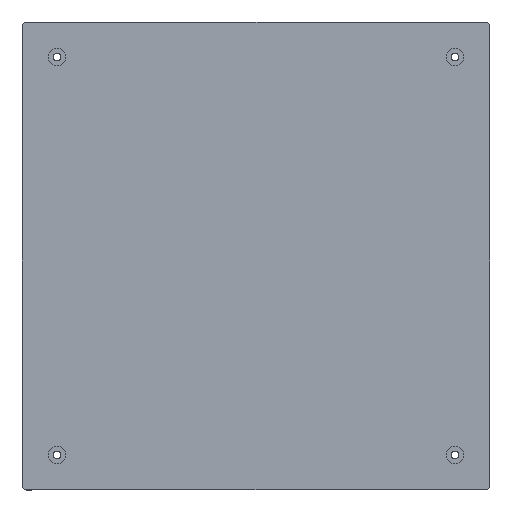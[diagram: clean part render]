
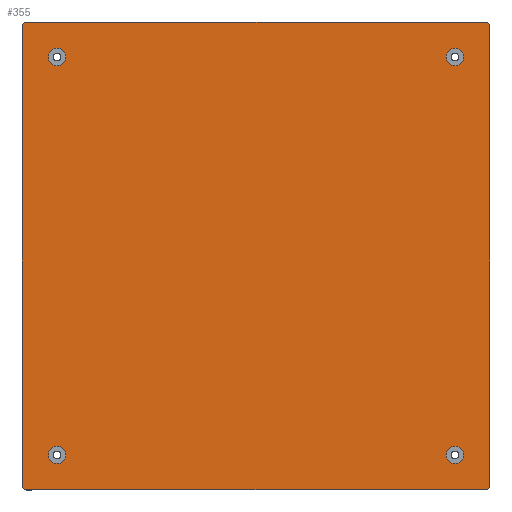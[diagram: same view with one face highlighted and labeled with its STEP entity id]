
A CAD part, top view. The second image highlights one B-rep face of the part: STEP entity #355.
In plain terms, the highlighted planar face has unit normal (0, 0, 1).
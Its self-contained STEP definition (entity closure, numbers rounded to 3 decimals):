
#31=FACE_BOUND('',#66,.T.);
#32=FACE_BOUND('',#67,.T.);
#33=FACE_BOUND('',#68,.T.);
#34=FACE_BOUND('',#69,.T.);
#40=PLANE('',#389);
#47=FACE_OUTER_BOUND('',#65,.T.);
#65=EDGE_LOOP('',(#249,#250,#251,#252,#253,#254,#255,#256));
#66=EDGE_LOOP('',(#257));
#67=EDGE_LOOP('',(#258));
#68=EDGE_LOOP('',(#259));
#69=EDGE_LOOP('',(#260));
#91=LINE('',#525,#115);
#94=LINE('',#531,#118);
#95=LINE('',#535,#119);
#96=LINE('',#539,#120);
#115=VECTOR('',#431,10.);
#118=VECTOR('',#436,10.);
#119=VECTOR('',#439,10.);
#120=VECTOR('',#442,10.);
#137=CIRCLE('',#386,2.);
#139=CIRCLE('',#390,2.);
#140=CIRCLE('',#391,2.);
#141=CIRCLE('',#392,2.);
#142=CIRCLE('',#393,3.698);
#143=CIRCLE('',#394,3.698);
#144=CIRCLE('',#395,3.698);
#145=CIRCLE('',#396,3.699);
#153=VERTEX_POINT('',#515);
#154=VERTEX_POINT('',#516);
#157=VERTEX_POINT('',#524);
#159=VERTEX_POINT('',#530);
#160=VERTEX_POINT('',#532);
#161=VERTEX_POINT('',#534);
#162=VERTEX_POINT('',#536);
#163=VERTEX_POINT('',#538);
#164=VERTEX_POINT('',#541);
#165=VERTEX_POINT('',#543);
#166=VERTEX_POINT('',#545);
#167=VERTEX_POINT('',#547);
#189=EDGE_CURVE('',#153,#154,#137,.T.);
#193=EDGE_CURVE('',#157,#154,#91,.T.);
#196=EDGE_CURVE('',#153,#159,#94,.T.);
#197=EDGE_CURVE('',#160,#159,#139,.T.);
#198=EDGE_CURVE('',#160,#161,#95,.T.);
#199=EDGE_CURVE('',#162,#161,#140,.T.);
#200=EDGE_CURVE('',#162,#163,#96,.T.);
#201=EDGE_CURVE('',#157,#163,#141,.T.);
#202=EDGE_CURVE('',#164,#164,#142,.T.);
#203=EDGE_CURVE('',#165,#165,#143,.T.);
#204=EDGE_CURVE('',#166,#166,#144,.T.);
#205=EDGE_CURVE('',#167,#167,#145,.T.);
#249=ORIENTED_EDGE('',*,*,#189,.F.);
#250=ORIENTED_EDGE('',*,*,#196,.T.);
#251=ORIENTED_EDGE('',*,*,#197,.F.);
#252=ORIENTED_EDGE('',*,*,#198,.T.);
#253=ORIENTED_EDGE('',*,*,#199,.F.);
#254=ORIENTED_EDGE('',*,*,#200,.T.);
#255=ORIENTED_EDGE('',*,*,#201,.F.);
#256=ORIENTED_EDGE('',*,*,#193,.T.);
#257=ORIENTED_EDGE('',*,*,#202,.F.);
#258=ORIENTED_EDGE('',*,*,#203,.F.);
#259=ORIENTED_EDGE('',*,*,#204,.F.);
#260=ORIENTED_EDGE('',*,*,#205,.F.);
#355=ADVANCED_FACE('',(#47,#31,#32,#33,#34),#40,.T.);
#386=AXIS2_PLACEMENT_3D('',#517,#423,#424);
#389=AXIS2_PLACEMENT_3D('',#529,#434,#435);
#390=AXIS2_PLACEMENT_3D('',#533,#437,#438);
#391=AXIS2_PLACEMENT_3D('',#537,#440,#441);
#392=AXIS2_PLACEMENT_3D('',#540,#443,#444);
#393=AXIS2_PLACEMENT_3D('',#542,#445,#446);
#394=AXIS2_PLACEMENT_3D('',#544,#447,#448);
#395=AXIS2_PLACEMENT_3D('',#546,#449,#450);
#396=AXIS2_PLACEMENT_3D('',#548,#451,#452);
#423=DIRECTION('center_axis',(0.,0.,
-1.));
#424=DIRECTION('ref_axis',(0.707,0.707,0.));
#431=DIRECTION('',(0.,1.,0.));
#434=DIRECTION('center_axis',(0.,0.,1.));
#435=DIRECTION('ref_axis',(0.,-1.,0.));
#436=DIRECTION('',(-1.,0.,0.));
#437=DIRECTION('center_axis',(0.,0.,
-1.));
#438=DIRECTION('ref_axis',(-0.707,0.707,0.));
#439=DIRECTION('',(0.,-1.,0.));
#440=DIRECTION('center_axis',(0.,0.,
-1.));
#441=DIRECTION('ref_axis',(-0.707,-0.707,0.));
#442=DIRECTION('',(1.,0.,0.));
#443=DIRECTION('center_axis',(0.,0.,
-1.));
#444=DIRECTION('ref_axis',(0.707,-0.707,0.));
#445=DIRECTION('center_axis',(0.,0.,1.));
#446=DIRECTION('ref_axis',(0.,1.,0.));
#447=DIRECTION('center_axis',(0.,0.,1.));
#448=DIRECTION('ref_axis',(0.,1.,0.));
#449=DIRECTION('center_axis',(0.,0.,1.));
#450=DIRECTION('ref_axis',(0.,1.,0.));
#451=DIRECTION('center_axis',(0.,0.,1.));
#452=DIRECTION('ref_axis',(0.,1.,0.));
#515=CARTESIAN_POINT('',(123.602,350.116,-1.603));
#516=CARTESIAN_POINT('',(125.602,348.116,-1.603));
#517=CARTESIAN_POINT('Origin',(123.602,348.116,-1.603));
#524=CARTESIAN_POINT('',(125.602,152.116,-1.603));
#525=CARTESIAN_POINT('',(125.602,250.116,-1.603));
#529=CARTESIAN_POINT('Origin',(25.602,250.116,-1.603));
#530=CARTESIAN_POINT('',(-72.398,350.116,-1.603));
#531=CARTESIAN_POINT('',(25.602,350.116,-1.603));
#532=CARTESIAN_POINT('',(-74.398,348.116,-1.603));
#533=CARTESIAN_POINT('Origin',(-72.398,348.116,-1.603));
#534=CARTESIAN_POINT('',(-74.398,152.116,-1.603));
#535=CARTESIAN_POINT('',(-74.398,250.116,-1.603));
#536=CARTESIAN_POINT('',(-72.398,150.116,-1.603));
#537=CARTESIAN_POINT('Origin',(-72.398,152.116,-1.603));
#538=CARTESIAN_POINT('',(123.602,150.116,-1.603));
#539=CARTESIAN_POINT('',(25.602,150.116,-1.603));
#540=CARTESIAN_POINT('Origin',(123.602,152.116,-1.603));
#541=CARTESIAN_POINT('',(110.602,331.418,-1.603));
#542=CARTESIAN_POINT('Origin',(110.602,335.116,-1.603));
#543=CARTESIAN_POINT('',(110.602,161.418,-1.603));
#544=CARTESIAN_POINT('Origin',(110.602,165.116,-1.603));
#545=CARTESIAN_POINT('',(-59.398,161.418,-1.603));
#546=CARTESIAN_POINT('Origin',(-59.398,165.116,-1.603));
#547=CARTESIAN_POINT('',(-59.398,331.417,-1.603));
#548=CARTESIAN_POINT('Origin',(-59.398,335.116,-1.603));
